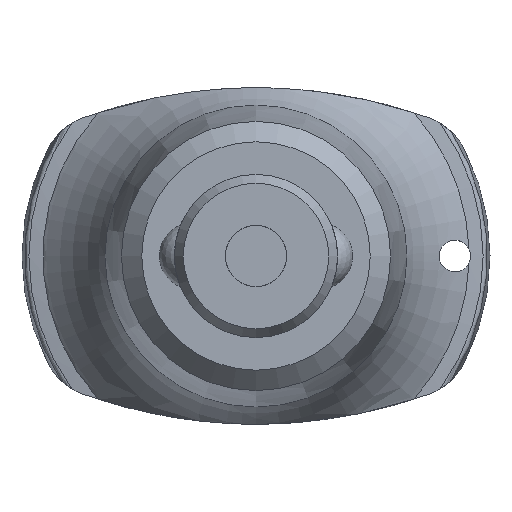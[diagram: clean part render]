
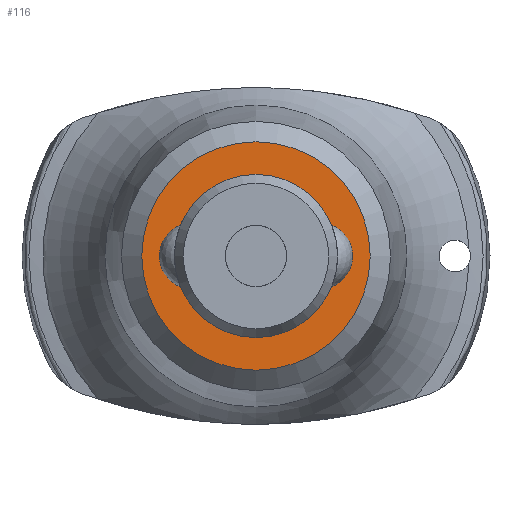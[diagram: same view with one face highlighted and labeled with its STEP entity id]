
A CAD part, front view. The second image highlights one B-rep face of the part: STEP entity #116.
In plain terms, the highlighted planar face has unit normal (0, -1, 0).
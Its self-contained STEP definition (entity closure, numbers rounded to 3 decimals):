
#116 = ADVANCED_FACE( '', ( #265, #266 ), #267, .T. );
#265 = FACE_OUTER_BOUND( '', #465, .T. );
#266 = FACE_BOUND( '', #466, .T. );
#267 = PLANE( '', #467 );
#465 = EDGE_LOOP( '', ( #725 ) );
#466 = EDGE_LOOP( '', ( #726 ) );
#467 = AXIS2_PLACEMENT_3D( '', #727, #728, #729 );
#725 = ORIENTED_EDGE( '', *, *, #941, .T. );
#726 = ORIENTED_EDGE( '', *, *, #875, .F. );
#727 = CARTESIAN_POINT( '', ( 3., 0., 0. ) );
#728 = DIRECTION( '', ( 0., -1., 0. ) );
#729 = DIRECTION( '', ( 0., 0., -1. ) );
#875 = EDGE_CURVE( '', #1015, #1015, #1016, .T. );
#941 = EDGE_CURVE( '', #1119, #1119, #1120, .T. );
#1015 = VERTEX_POINT( '', #1362 );
#1016 = CIRCLE( '', #1363, 8. );
#1119 = VERTEX_POINT( '', #2059 );
#1120 = CIRCLE( '', #2060, 11.2 );
#1362 = CARTESIAN_POINT( '', ( 0., 0., -8. ) );
#1363 = AXIS2_PLACEMENT_3D( '', #2164, #2165, #2166 );
#2059 = CARTESIAN_POINT( '', ( 0., 0., -11.2 ) );
#2060 = AXIS2_PLACEMENT_3D( '', #2232, #2233, #2234 );
#2164 = CARTESIAN_POINT( '', ( 0., 0., 0. ) );
#2165 = DIRECTION( '', ( 0., -1., 0. ) );
#2166 = DIRECTION( '', ( 0., 0., -1. ) );
#2232 = CARTESIAN_POINT( '', ( 0., 0., 0. ) );
#2233 = DIRECTION( '', ( 0., -1., 0. ) );
#2234 = DIRECTION( '', ( 0., 0., -1. ) );
